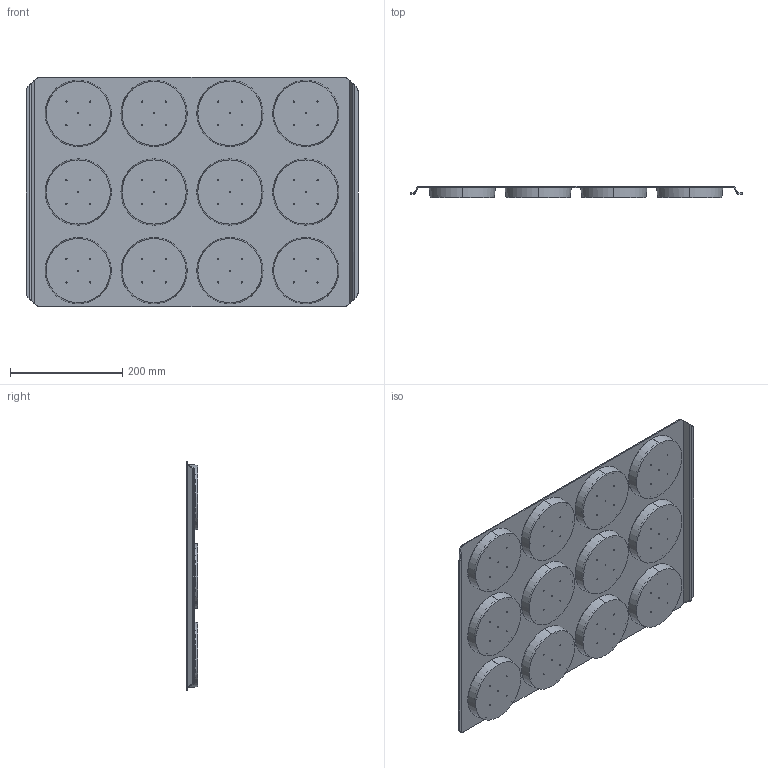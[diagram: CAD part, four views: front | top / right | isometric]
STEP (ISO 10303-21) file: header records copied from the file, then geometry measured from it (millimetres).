
FILE_DESCRIPTION (( 'STEP AP214' ), '1' );
FILE_NAME ('burgarform 2.STEP', '2021-09-30T07:34:13', ( '' ), ( '' ), 'SwSTEP 2.0', 'SolidWorks 2020', '' );
FILE_SCHEMA (( 'AUTOMOTIVE_DESIGN' ));
Length unit declared in the file: millimetre
Products named in the file (1): burgarform 2
Bounding box: 591 x 20 x 408 mm (x, y, z)
Volume: 629813.8 mm3; surface area: 627659.1 mm2
Topology: 1 solids, 1 shells, 272 faces, 690 edges, 444 vertices
Faces by surface type: cylinder 134, torus 48, cone 48, plane 42
Entity records: 8672 total; most frequent: DIRECTION 1672, CARTESIAN_POINT 1443, ORIENTED_EDGE 1380, AXIS2_PLACEMENT_3D 721, EDGE_CURVE 690, CIRCLE 448, VERTEX_POINT 444, EDGE_LOOP 416
